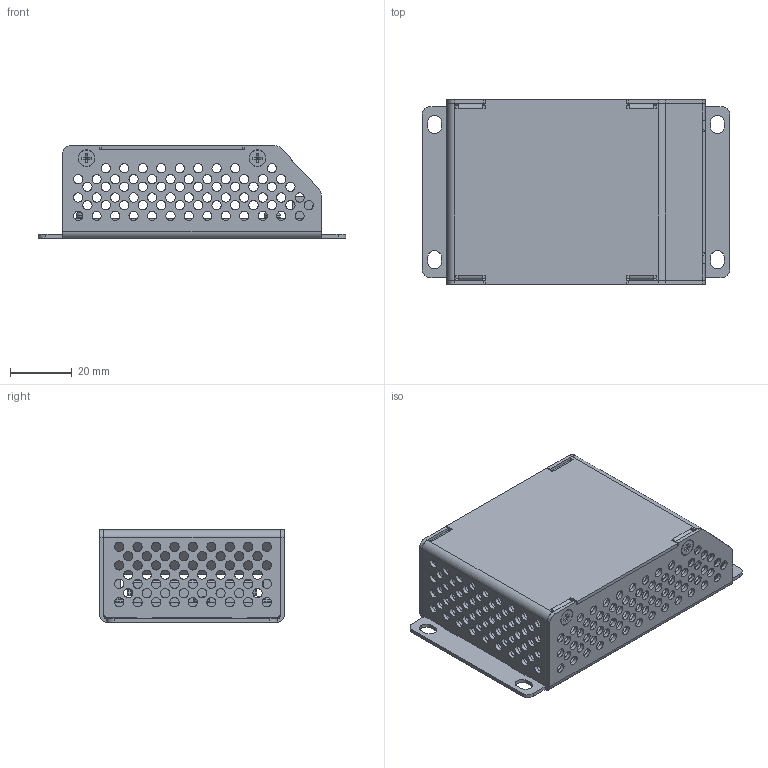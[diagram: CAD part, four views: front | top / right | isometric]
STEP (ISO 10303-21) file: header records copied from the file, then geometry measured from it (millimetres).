
FILE_DESCRIPTION (( 'STEP AP214' ), '1' );
FILE_NAME ('RMD40-110-3.3,12,24SUW -V1.1.stp', '2025-11-12T05:44:41', ( '' ), ( '' ), 'SwSTEP 2.0', 'SolidWorks 2024', '' );
FILE_SCHEMA (( 'AUTOMOTIVE_DESIGN' ));
Length unit declared in the file: millimetre
Products named in the file (2): RMD40-110-3.3,12,24SUW -V1.1; RMD40-110-xxSUW_3D-file_V1.1
Assembly tree (1 placements, depth 2):
  RMD40-110-3.3,12,24SUW -V1.1
    RMD40-110-xxSUW_3D-file_V1.1
Bounding box: 100 x 60 x 30 mm (x, y, z)
Volume: 29401.6 mm3; surface area: 57094.6 mm2
Topology: 17 solids, 17 shells, 2061 faces, 5562 edges, 3623 vertices
Faces by surface type: plane 1237, cylinder 715, cone 83, torus 23, bspline 3
Entity records: 81486 total; most frequent: CARTESIAN_POINT 12227, ORIENTED_EDGE 11124, DIRECTION 11009, EDGE_CURVE 5562, VECTOR 3703, LINE 3703, AXIS2_PLACEMENT_3D 3653, VERTEX_POINT 3623
